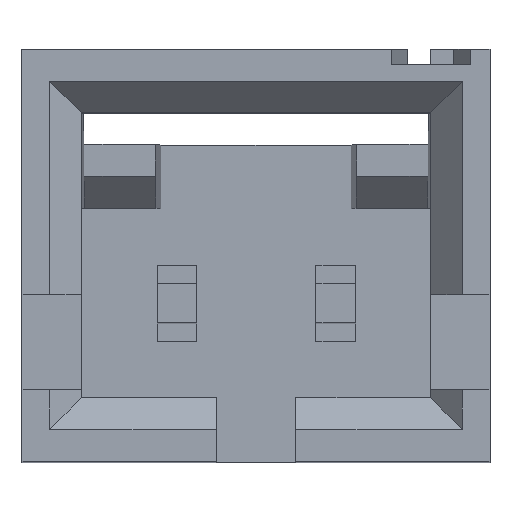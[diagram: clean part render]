
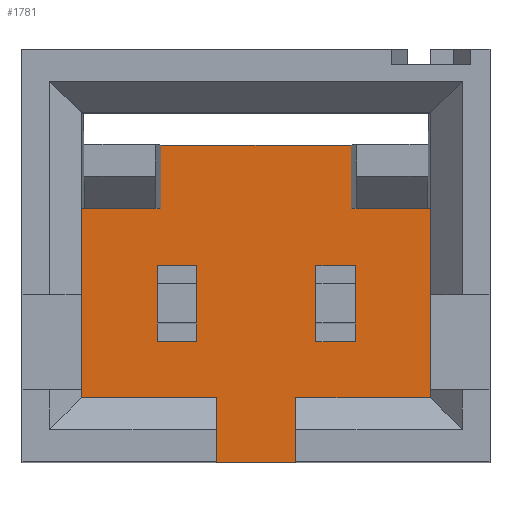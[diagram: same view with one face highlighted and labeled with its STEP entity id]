
A CAD part, top view. The second image highlights one B-rep face of the part: STEP entity #1781.
In plain terms, the highlighted planar face has unit normal (0, 0, 1).
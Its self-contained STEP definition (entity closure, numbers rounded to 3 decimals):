
#174=DIRECTION('',(0.,1.,0.));
#175=VECTOR('',#174,3.04);
#176=CARTESIAN_POINT('',(-2.795,-1.52,-8.89));
#177=LINE('',#176,#175);
#310=DIRECTION('',(-1.,0.,0.));
#311=VECTOR('',#310,3.05);
#312=CARTESIAN_POINT('',(1.525,2.54,-8.89));
#313=LINE('',#312,#311);
#388=DIRECTION('',(0.,-1.,0.));
#389=VECTOR('',#388,1.02);
#390=CARTESIAN_POINT('',(-1.525,2.54,-8.89));
#391=LINE('',#390,#389);
#392=DIRECTION('',(0.,1.,0.));
#393=VECTOR('',#392,1.219);
#394=CARTESIAN_POINT('',(0.959,-0.61,-8.89));
#395=LINE('',#394,#393);
#396=DIRECTION('',(1.,0.,0.));
#397=VECTOR('',#396,0.635);
#398=CARTESIAN_POINT('',(0.959,-0.61,-8.89));
#399=LINE('',#398,#397);
#400=DIRECTION('',(0.,1.,0.));
#401=VECTOR('',#400,1.219);
#402=CARTESIAN_POINT('',(1.594,-0.61,-8.89));
#403=LINE('',#402,#401);
#404=DIRECTION('',(1.,0.,0.));
#405=VECTOR('',#404,0.635);
#406=CARTESIAN_POINT('',(0.959,0.61,-8.89));
#407=LINE('',#406,#405);
#408=DIRECTION('',(0.,1.,0.));
#409=VECTOR('',#408,1.219);
#410=CARTESIAN_POINT('',(-1.581,-0.61,-8.89));
#411=LINE('',#410,#409);
#412=DIRECTION('',(1.,0.,0.));
#413=VECTOR('',#412,0.635);
#414=CARTESIAN_POINT('',(-1.581,-0.61,-8.89));
#415=LINE('',#414,#413);
#416=DIRECTION('',(0.,1.,0.));
#417=VECTOR('',#416,1.219);
#418=CARTESIAN_POINT('',(-0.946,-0.61,-8.89));
#419=LINE('',#418,#417);
#420=DIRECTION('',(1.,0.,0.));
#421=VECTOR('',#420,0.635);
#422=CARTESIAN_POINT('',(-1.581,0.61,-8.89));
#423=LINE('',#422,#421);
#424=DIRECTION('',(-1.,0.,0.));
#425=VECTOR('',#424,2.159);
#426=CARTESIAN_POINT('',(2.795,-1.52,-8.89));
#427=LINE('',#426,#425);
#428=DIRECTION('',(0.,1.,0.));
#429=VECTOR('',#428,1.02);
#430=CARTESIAN_POINT('',(0.637,-2.54,-8.89));
#431=LINE('',#430,#429);
#432=DIRECTION('',(0.,-1.,0.));
#433=VECTOR('',#432,1.02);
#434=CARTESIAN_POINT('',(-0.634,-1.52,-8.89));
#435=LINE('',#434,#433);
#436=DIRECTION('',(-1.,0.,0.));
#437=VECTOR('',#436,2.162);
#438=CARTESIAN_POINT('',(-0.634,-1.52,-8.89));
#439=LINE('',#438,#437);
#440=DIRECTION('',(0.,-1.,0.));
#441=VECTOR('',#440,1.02);
#442=CARTESIAN_POINT('',(1.525,2.54,-8.89));
#443=LINE('',#442,#441);
#592=DIRECTION('',(1.,0.,0.));
#593=VECTOR('',#592,1.27);
#594=CARTESIAN_POINT('',(-0.634,-2.54,-8.89));
#595=LINE('',#594,#593);
#682=DIRECTION('',(0.,1.,0.));
#683=VECTOR('',#682,3.04);
#684=CARTESIAN_POINT('',(2.795,-1.52,-8.89));
#685=LINE('',#684,#683);
#722=DIRECTION('',(-1.,0.,0.));
#723=VECTOR('',#722,1.27);
#724=CARTESIAN_POINT('',(-1.525,1.52,-8.89));
#725=LINE('',#724,#723);
#734=DIRECTION('',(-1.,0.,0.));
#735=VECTOR('',#734,1.27);
#736=CARTESIAN_POINT('',(2.795,1.52,-8.89));
#737=LINE('',#736,#735);
#934=CARTESIAN_POINT('',(2.795,-1.52,-8.89));
#935=CARTESIAN_POINT('',(2.795,1.52,-8.89));
#936=VERTEX_POINT('',#934);
#937=VERTEX_POINT('',#935);
#938=CARTESIAN_POINT('',(-2.795,-1.52,-8.89));
#939=CARTESIAN_POINT('',(-2.795,1.52,-8.89));
#940=VERTEX_POINT('',#938);
#941=VERTEX_POINT('',#939);
#1006=CARTESIAN_POINT('',(0.959,-0.61,-8.89));
#1007=CARTESIAN_POINT('',(0.959,0.61,-8.89));
#1008=VERTEX_POINT('',#1006);
#1009=VERTEX_POINT('',#1007);
#1010=CARTESIAN_POINT('',(1.594,-0.61,-8.89));
#1011=CARTESIAN_POINT('',(1.594,0.61,-8.89));
#1012=VERTEX_POINT('',#1010);
#1013=VERTEX_POINT('',#1011);
#1022=CARTESIAN_POINT('',(-0.634,-2.54,-8.89));
#1023=CARTESIAN_POINT('',(0.637,-2.54,-8.89));
#1024=VERTEX_POINT('',#1022);
#1025=VERTEX_POINT('',#1023);
#1030=CARTESIAN_POINT('',(-0.634,-1.52,-8.89));
#1031=VERTEX_POINT('',#1030);
#1032=CARTESIAN_POINT('',(0.637,-1.52,-8.89));
#1033=VERTEX_POINT('',#1032);
#1034=CARTESIAN_POINT('',(1.525,2.54,-8.89));
#1035=CARTESIAN_POINT('',(-1.525,2.54,-8.89));
#1036=VERTEX_POINT('',#1034);
#1037=VERTEX_POINT('',#1035);
#1042=CARTESIAN_POINT('',(-1.525,1.52,-8.89));
#1044=VERTEX_POINT('',#1042);
#1046=CARTESIAN_POINT('',(1.525,1.52,-8.89));
#1048=VERTEX_POINT('',#1046);
#1166=CARTESIAN_POINT('',(-1.581,-0.61,-8.89));
#1167=CARTESIAN_POINT('',(-1.581,0.61,-8.89));
#1168=VERTEX_POINT('',#1166);
#1169=VERTEX_POINT('',#1167);
#1170=CARTESIAN_POINT('',(-0.946,-0.61,-8.89));
#1171=CARTESIAN_POINT('',(-0.946,0.61,-8.89));
#1172=VERTEX_POINT('',#1170);
#1173=VERTEX_POINT('',#1171);
#1736=CARTESIAN_POINT('',(2.795,-1.52,-8.89));
#1737=DIRECTION('',(0.,0.,-1.));
#1738=DIRECTION('',(0.,1.,0.));
#1739=AXIS2_PLACEMENT_3D('',#1736,#1737,#1738);
#1740=PLANE('',#1739);
#1741=ORIENTED_EDGE('',*,*,#1402,.T.);
#1743=ORIENTED_EDGE('',*,*,#1742,.F.);
#1745=ORIENTED_EDGE('',*,*,#1744,.F.);
#1746=ORIENTED_EDGE('',*,*,#1371,.F.);
#1747=ORIENTED_EDGE('',*,*,#1387,.T.);
#1748=ORIENTED_EDGE('',*,*,#1428,.T.);
#1750=ORIENTED_EDGE('',*,*,#1749,.F.);
#1751=ORIENTED_EDGE('',*,*,#1726,.F.);
#1752=ORIENTED_EDGE('',*,*,#1661,.F.);
#1754=ORIENTED_EDGE('',*,*,#1753,.T.);
#1756=ORIENTED_EDGE('',*,*,#1755,.F.);
#1758=ORIENTED_EDGE('',*,*,#1757,.F.);
#1759=EDGE_LOOP('',(#1741,#1743,#1745,#1746,#1747,#1748,#1750,#1751,#1752,#1754,
#1756,#1758));
#1760=FACE_OUTER_BOUND('',#1759,.F.);
#1762=ORIENTED_EDGE('',*,*,#1761,.F.);
#1764=ORIENTED_EDGE('',*,*,#1763,.T.);
#1766=ORIENTED_EDGE('',*,*,#1765,.T.);
#1768=ORIENTED_EDGE('',*,*,#1767,.F.);
#1769=EDGE_LOOP('',(#1762,#1764,#1766,#1768));
#1770=FACE_BOUND('',#1769,.F.);
#1772=ORIENTED_EDGE('',*,*,#1771,.F.);
#1774=ORIENTED_EDGE('',*,*,#1773,.T.);
#1776=ORIENTED_EDGE('',*,*,#1775,.T.);
#1778=ORIENTED_EDGE('',*,*,#1777,.F.);
#1779=EDGE_LOOP('',(#1772,#1774,#1776,#1778));
#1780=FACE_BOUND('',#1779,.F.);
#1371=EDGE_CURVE('',#1031,#1024,#435,.T.);
#1387=EDGE_CURVE('',#1031,#940,#439,.T.);
#1402=EDGE_CURVE('',#936,#1033,#427,.T.);
#1428=EDGE_CURVE('',#940,#941,#177,.T.);
#1661=EDGE_CURVE('',#1036,#1037,#313,.T.);
#1726=EDGE_CURVE('',#1037,#1044,#391,.T.);
#1742=EDGE_CURVE('',#1025,#1033,#431,.T.);
#1744=EDGE_CURVE('',#1024,#1025,#595,.T.);
#1749=EDGE_CURVE('',#1044,#941,#725,.T.);
#1753=EDGE_CURVE('',#1036,#1048,#443,.T.);
#1755=EDGE_CURVE('',#937,#1048,#737,.T.);
#1757=EDGE_CURVE('',#936,#937,#685,.T.);
#1761=EDGE_CURVE('',#1168,#1169,#411,.T.);
#1763=EDGE_CURVE('',#1168,#1172,#415,.T.);
#1765=EDGE_CURVE('',#1172,#1173,#419,.T.);
#1767=EDGE_CURVE('',#1169,#1173,#423,.T.);
#1771=EDGE_CURVE('',#1008,#1009,#395,.T.);
#1773=EDGE_CURVE('',#1008,#1012,#399,.T.);
#1775=EDGE_CURVE('',#1012,#1013,#403,.T.);
#1777=EDGE_CURVE('',#1009,#1013,#407,.T.);
#1781=ADVANCED_FACE('',(#1760,#1770,#1780),#1740,.F.);
